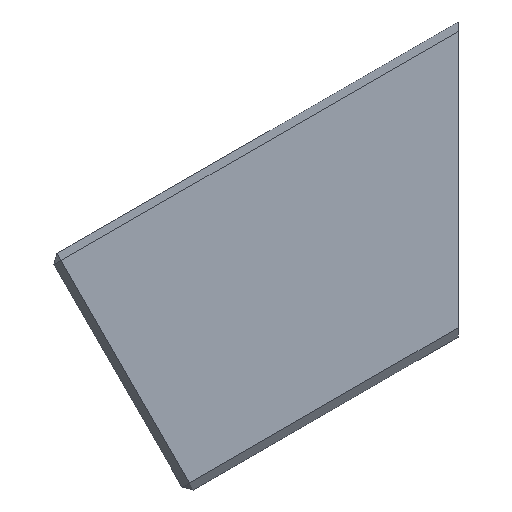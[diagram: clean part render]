
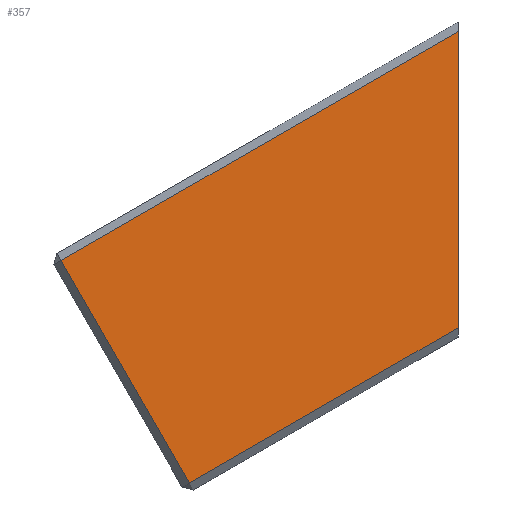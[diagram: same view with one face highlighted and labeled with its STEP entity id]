
A CAD part, front view. The second image highlights one B-rep face of the part: STEP entity #357.
In plain terms, the highlighted planar face has unit normal (0, -1, 0).
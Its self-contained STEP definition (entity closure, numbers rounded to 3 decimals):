
#20 = CARTESIAN_POINT ( 'NONE',  ( -10., 0., 0. ) ) ;
#33 = EDGE_CURVE ( 'NONE', #252, #126, #631, .T. ) ;
#45 = CARTESIAN_POINT ( 'NONE',  ( -10.2, 0., -7.736 ) ) ;
#50 = CARTESIAN_POINT ( 'NONE',  ( -10., 0., 6.928 ) ) ;
#66 = ORIENTED_EDGE ( 'NONE', *, *, #202, .T. ) ;
#73 = VERTEX_POINT ( 'NONE', #338 ) ;
#74 = LINE ( 'NONE', #462, #398 ) ;
#119 = AXIS2_PLACEMENT_3D ( 'NONE', #133, #187, #452 ) ;
#126 = VERTEX_POINT ( 'NONE', #348 ) ;
#133 = CARTESIAN_POINT ( 'NONE',  ( 0., 0., 0. ) ) ;
#134 = EDGE_LOOP ( 'NONE', ( #66, #517, #421, #366 ) ) ;
#150 = CARTESIAN_POINT ( 'NONE',  ( -10., 0., -7.621 ) ) ;
#186 = CARTESIAN_POINT ( 'NONE',  ( -5.5, 0., 9.526 ) ) ;
#187 = DIRECTION ( 'NONE',  ( 0., 1., 0. ) ) ;
#202 = EDGE_CURVE ( 'NONE', #126, #73, #74, .T. ) ;
#206 = DIRECTION ( 'NONE',  ( 0.5, 0., -0.866 ) ) ;
#238 = VECTOR ( 'NONE', #589, 1000. ) ;
#252 = VERTEX_POINT ( 'NONE', #50 ) ;
#292 = VECTOR ( 'NONE', #572, 1000. ) ;
#321 = EDGE_CURVE ( 'NONE', #73, #521, #632, .T. ) ;
#338 = CARTESIAN_POINT ( 'NONE',  ( -23.206, 0., -15.246 ) ) ;
#348 = CARTESIAN_POINT ( 'NONE',  ( -29.506, 0., -4.334 ) ) ;
#356 = LINE ( 'NONE', #20, #238 ) ;
#357 = ADVANCED_FACE ( 'NONE', ( #383 ), #578, .F. ) ;
#366 = ORIENTED_EDGE ( 'NONE', *, *, #33, .T. ) ;
#368 = EDGE_CURVE ( 'NONE', #521, #252, #356, .T. ) ;
#383 = FACE_OUTER_BOUND ( 'NONE', #134, .T. ) ;
#398 = VECTOR ( 'NONE', #206, 1000. ) ;
#421 = ORIENTED_EDGE ( 'NONE', *, *, #368, .T. ) ;
#452 = DIRECTION ( 'NONE',  ( 0., 0., 1. ) ) ;
#462 = CARTESIAN_POINT ( 'NONE',  ( -24.006, 0., -13.86 ) ) ;
#517 = ORIENTED_EDGE ( 'NONE', *, *, #321, .T. ) ;
#521 = VERTEX_POINT ( 'NONE', #150 ) ;
#570 = DIRECTION ( 'NONE',  ( -0.866, 0., -0.5 ) ) ;
#572 = DIRECTION ( 'NONE',  ( 0.866, 0., 0.5 ) ) ;
#578 = PLANE ( 'NONE',  #119 ) ;
#589 = DIRECTION ( 'NONE',  ( 0., 0., 1. ) ) ;
#592 = VECTOR ( 'NONE', #570, 1000. ) ;
#631 = LINE ( 'NONE', #186, #592 ) ;
#632 = LINE ( 'NONE', #45, #292 ) ;
